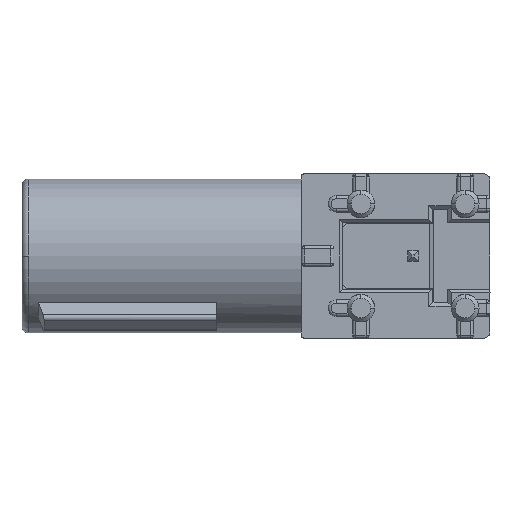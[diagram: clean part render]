
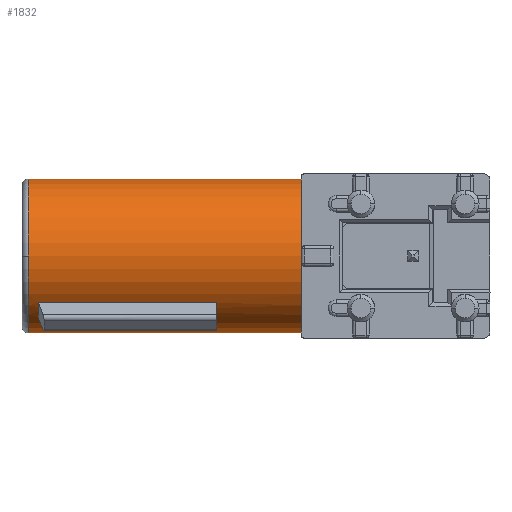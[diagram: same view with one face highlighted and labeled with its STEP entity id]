
A CAD part, front view. The second image highlights one B-rep face of the part: STEP entity #1832.
In plain terms, the highlighted cylindrical face has radius 3.75 mm (diameter 7.5 mm), a partial arc.
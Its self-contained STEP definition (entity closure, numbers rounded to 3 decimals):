
#1488=FACE_BOUND('',#2392,.T.);
#1489=FACE_BOUND('',#2393,.T.);
#1503=(
BOUNDED_CURVE()
B_SPLINE_CURVE(3,(#7174,#7175,#7176,#7177),.UNSPECIFIED.,.F.,.F.)
B_SPLINE_CURVE_WITH_KNOTS((4,4),(0.,1.),.UNSPECIFIED.)
CURVE()
GEOMETRIC_REPRESENTATION_ITEM()
RATIONAL_B_SPLINE_CURVE((1.,0.994,0.994,1.))
REPRESENTATION_ITEM('')
);
#1534=CYLINDRICAL_SURFACE('',#5361,3.75);
#1611=CIRCLE('',#5350,3.75);
#1617=CIRCLE('',#5358,3.75);
#1618=CIRCLE('',#5359,3.75);
#1619=CIRCLE('',#5360,3.75);
#1832=ADVANCED_FACE('',(#1488,#1489),#1534,.T.);
#2392=EDGE_LOOP('',(#2731,#2732,#2733,#2734,#2735));
#2393=EDGE_LOOP('',(#2736,#2737,#2738,#2739));
#2731=ORIENTED_EDGE('',*,*,#4176,.F.);
#2732=ORIENTED_EDGE('',*,*,#4167,.F.);
#2733=ORIENTED_EDGE('',*,*,#4180,.F.);
#2734=ORIENTED_EDGE('',*,*,#4178,.T.);
#2735=ORIENTED_EDGE('',*,*,#4181,.F.);
#2736=ORIENTED_EDGE('',*,*,#4182,.F.);
#2737=ORIENTED_EDGE('',*,*,#4183,.F.);
#2738=ORIENTED_EDGE('',*,*,#4184,.T.);
#2739=ORIENTED_EDGE('',*,*,#4185,.T.);
#3801=VERTEX_POINT('',#7128);
#3805=VERTEX_POINT('',#7135);
#3814=VERTEX_POINT('',#7158);
#3815=VERTEX_POINT('',#7160);
#3816=VERTEX_POINT('',#7162);
#3817=VERTEX_POINT('',#7168);
#3818=VERTEX_POINT('',#7169);
#3819=VERTEX_POINT('',#7171);
#3820=VERTEX_POINT('',#7173);
#4167=EDGE_CURVE('',#3805,#3801,#1611,.T.);
#4176=EDGE_CURVE('',#3801,#3814,#4730,.T.);
#4178=EDGE_CURVE('',#3816,#3815,#4731,.T.);
#4180=EDGE_CURVE('',#3816,#3805,#1617,.T.);
#4181=EDGE_CURVE('',#3814,#3815,#1618,.T.);
#4182=EDGE_CURVE('',#3817,#3818,#4732,.T.);
#4183=EDGE_CURVE('',#3819,#3817,#1619,.T.);
#4184=EDGE_CURVE('',#3819,#3820,#4733,.T.);
#4185=EDGE_CURVE('',#3820,#3818,#1503,.T.);
#4730=LINE('',#7157,#5065);
#4731=LINE('',#7161,#5066);
#4732=LINE('',#7167,#5067);
#4733=LINE('',#7172,#5068);
#5065=VECTOR('',#5899,1.);
#5066=VECTOR('',#5902,1.);
#5067=VECTOR('',#5911,1.);
#5068=VECTOR('',#5914,1.);
#5350=AXIS2_PLACEMENT_3D('',#7136,#5885,#5886);
#5358=AXIS2_PLACEMENT_3D('',#7165,#5907,#5908);
#5359=AXIS2_PLACEMENT_3D('',#7166,#5909,#5910);
#5360=AXIS2_PLACEMENT_3D('',#7170,#5912,#5913);
#5361=AXIS2_PLACEMENT_3D('',#7178,#5915,#5916);
#5885=DIRECTION('',(-1.,0.,0.));
#5886=DIRECTION('',(0.,-1.,0.));
#5899=DIRECTION('',(1.,0.,0.));
#5902=DIRECTION('',(1.,0.,0.));
#5907=DIRECTION('',(-1.,0.,0.));
#5908=DIRECTION('',(0.,-1.,0.));
#5909=DIRECTION('',(1.,0.,0.));
#5910=DIRECTION('',(0.,0.,-1.));
#5911=DIRECTION('',(-1.,0.,0.));
#5912=DIRECTION('',(-1.,0.,0.));
#5913=DIRECTION('',(0.,0.,1.));
#5914=DIRECTION('',(-1.,0.,0.));
#5915=DIRECTION('',(1.,0.,0.));
#5916=DIRECTION('',(0.,0.,1.));
#7128=CARTESIAN_POINT('',(-22.5,0.,3.75));
#7135=CARTESIAN_POINT('',(-22.5,-3.75,0.));
#7136=CARTESIAN_POINT('',(-22.5,0.,0.));
#7157=CARTESIAN_POINT('',(-10.333,0.,3.75));
#7158=CARTESIAN_POINT('',(-9.2,0.,3.75));
#7160=CARTESIAN_POINT('',(-9.2,0.,-3.75));
#7161=CARTESIAN_POINT('',(-10.333,0.,-3.75));
#7162=CARTESIAN_POINT('',(-22.5,0.,-3.75));
#7165=CARTESIAN_POINT('',(-22.5,0.,0.));
#7166=CARTESIAN_POINT('',(-9.2,0.,0.));
#7167=CARTESIAN_POINT('',(-13.3,-2.982,-2.274));
#7168=CARTESIAN_POINT('',(-13.3,-2.982,-2.274));
#7169=CARTESIAN_POINT('',(-22.,-2.982,-2.274));
#7170=CARTESIAN_POINT('',(-13.3,0.,0.));
#7171=CARTESIAN_POINT('',(-13.3,-2.275,-2.981));
#7172=CARTESIAN_POINT('',(-13.3,-2.275,-2.981));
#7173=CARTESIAN_POINT('',(-22.,-2.275,-2.981));
#7174=CARTESIAN_POINT('',(-22.,-2.275,-2.981));
#7175=CARTESIAN_POINT('',(-21.988,-2.542,-2.778));
#7176=CARTESIAN_POINT('',(-21.988,-2.779,-2.54));
#7177=CARTESIAN_POINT('',(-22.,-2.982,-2.274));
#7178=CARTESIAN_POINT('',(-10.333,0.,0.));
